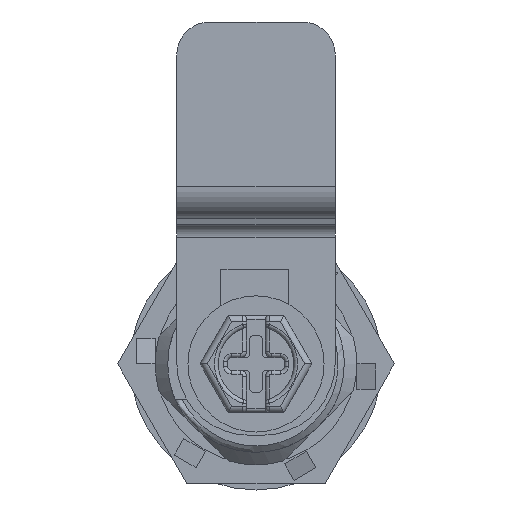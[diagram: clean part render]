
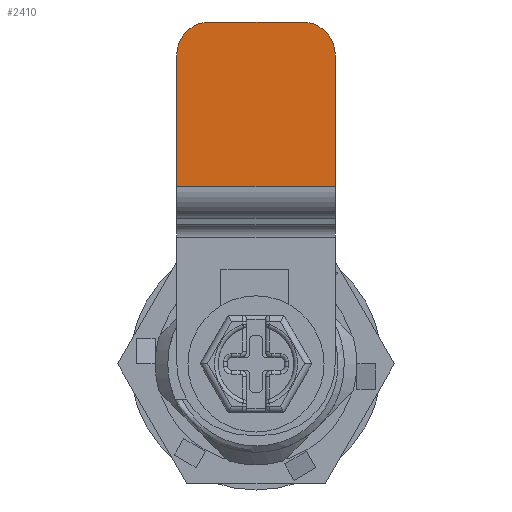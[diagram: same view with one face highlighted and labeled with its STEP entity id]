
A CAD part, front view. The second image highlights one B-rep face of the part: STEP entity #2410.
In plain terms, the highlighted planar face has unit normal (0, -1, 0).
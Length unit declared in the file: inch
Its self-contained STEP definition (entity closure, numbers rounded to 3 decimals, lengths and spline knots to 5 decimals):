
#746 = VERTEX_POINT ( 'NONE', #21362 ) ;
#780 = LINE ( 'NONE', #7452, #13036 ) ;
#1277 = VECTOR ( 'NONE', #13033, 39.37008 ) ;
#1529 = ORIENTED_EDGE ( 'NONE', *, *, #21666, .T. ) ;
#1775 = VECTOR ( 'NONE', #13709, 39.37008 ) ;
#2134 = EDGE_CURVE ( 'NONE', #8322, #7517, #7655, .T. ) ;
#2231 = DIRECTION ( 'NONE',  ( 0., -1., 0. ) ) ;
#2410 = ADVANCED_FACE ( 'NONE', ( #15654 ), #6544, .F. ) ;
#2541 = DIRECTION ( 'NONE',  ( 0., 1., 0. ) ) ;
#2676 = CARTESIAN_POINT ( 'NONE',  ( -0.14441, -1.1225, 0.96494 ) ) ;
#3843 = VERTEX_POINT ( 'NONE', #14495 ) ;
#4194 = CARTESIAN_POINT ( 'NONE',  ( 0.2475, -1.1225, 0.55303 ) ) ;
#4268 = DIRECTION ( 'NONE',  ( -1., 0., 0. ) ) ;
#4403 = EDGE_CURVE ( 'NONE', #746, #6415, #780, .T. ) ;
#4490 = AXIS2_PLACEMENT_3D ( 'NONE', #15463, #2231, #13701 ) ;
#4568 = DIRECTION ( 'NONE',  ( -1., 0., 0. ) ) ;
#6306 = CARTESIAN_POINT ( 'NONE',  ( 0.2475, -1.1225, 0.55303 ) ) ;
#6415 = VERTEX_POINT ( 'NONE', #12974 ) ;
#6544 = PLANE ( 'NONE',  #9672 ) ;
#6817 = CIRCLE ( 'NONE', #21289, 0.10309 ) ;
#6843 = ORIENTED_EDGE ( 'NONE', *, *, #4403, .F. ) ;
#7452 = CARTESIAN_POINT ( 'NONE',  ( 0.2475, -1.1225, 0.55303 ) ) ;
#7517 = VERTEX_POINT ( 'NONE', #15555 ) ;
#7655 = LINE ( 'NONE', #14504, #19239 ) ;
#7737 = DIRECTION ( 'NONE',  ( 0., 0., 1. ) ) ;
#8322 = VERTEX_POINT ( 'NONE', #8945 ) ;
#8413 = VERTEX_POINT ( 'NONE', #13011 ) ;
#8945 = CARTESIAN_POINT ( 'NONE',  ( 0.14441, -1.1225, 1.06803 ) ) ;
#9467 = ORIENTED_EDGE ( 'NONE', *, *, #16492, .T. ) ;
#9672 = AXIS2_PLACEMENT_3D ( 'NONE', #4194, #2541, #12562 ) ;
#12562 = DIRECTION ( 'NONE',  ( 0., 0., 1. ) ) ;
#12633 = EDGE_LOOP ( 'NONE', ( #15155, #9467, #21304, #6843, #21560, #1529 ) ) ;
#12974 = CARTESIAN_POINT ( 'NONE',  ( -0.2475, -1.1225, 0.55303 ) ) ;
#13011 = CARTESIAN_POINT ( 'NONE',  ( -0.2475, -1.1225, 0.96494 ) ) ;
#13033 = DIRECTION ( 'NONE',  ( 0., 0., 1. ) ) ;
#13036 = VECTOR ( 'NONE', #4268, 39.37008 ) ;
#13421 = EDGE_CURVE ( 'NONE', #6415, #8413, #18982, .T. ) ;
#13701 = DIRECTION ( 'NONE',  ( 1., 0., 0. ) ) ;
#13709 = DIRECTION ( 'NONE',  ( 0., 0., 1. ) ) ;
#14495 = CARTESIAN_POINT ( 'NONE',  ( 0.2475, -1.1225, 0.96494 ) ) ;
#14504 = CARTESIAN_POINT ( 'NONE',  ( 0.14441, -1.1225, 1.06803 ) ) ;
#15155 = ORIENTED_EDGE ( 'NONE', *, *, #2134, .T. ) ;
#15463 = CARTESIAN_POINT ( 'NONE',  ( 0.14441, -1.1225, 0.96494 ) ) ;
#15555 = CARTESIAN_POINT ( 'NONE',  ( -0.14441, -1.1225, 1.06803 ) ) ;
#15654 = FACE_OUTER_BOUND ( 'NONE', #12633, .T. ) ;
#16492 = EDGE_CURVE ( 'NONE', #7517, #8413, #6817, .T. ) ;
#18911 = CIRCLE ( 'NONE', #4490, 0.10309 ) ;
#18982 = LINE ( 'NONE', #19198, #1775 ) ;
#19198 = CARTESIAN_POINT ( 'NONE',  ( -0.2475, -1.1225, 0.55303 ) ) ;
#19239 = VECTOR ( 'NONE', #4568, 39.37008 ) ;
#19644 = EDGE_CURVE ( 'NONE', #746, #3843, #21333, .T. ) ;
#19649 = DIRECTION ( 'NONE',  ( 0., -1., 0. ) ) ;
#21289 = AXIS2_PLACEMENT_3D ( 'NONE', #2676, #19649, #7737 ) ;
#21304 = ORIENTED_EDGE ( 'NONE', *, *, #13421, .F. ) ;
#21333 = LINE ( 'NONE', #6306, #1277 ) ;
#21362 = CARTESIAN_POINT ( 'NONE',  ( 0.2475, -1.1225, 0.55303 ) ) ;
#21560 = ORIENTED_EDGE ( 'NONE', *, *, #19644, .T. ) ;
#21666 = EDGE_CURVE ( 'NONE', #3843, #8322, #18911, .T. ) ;
